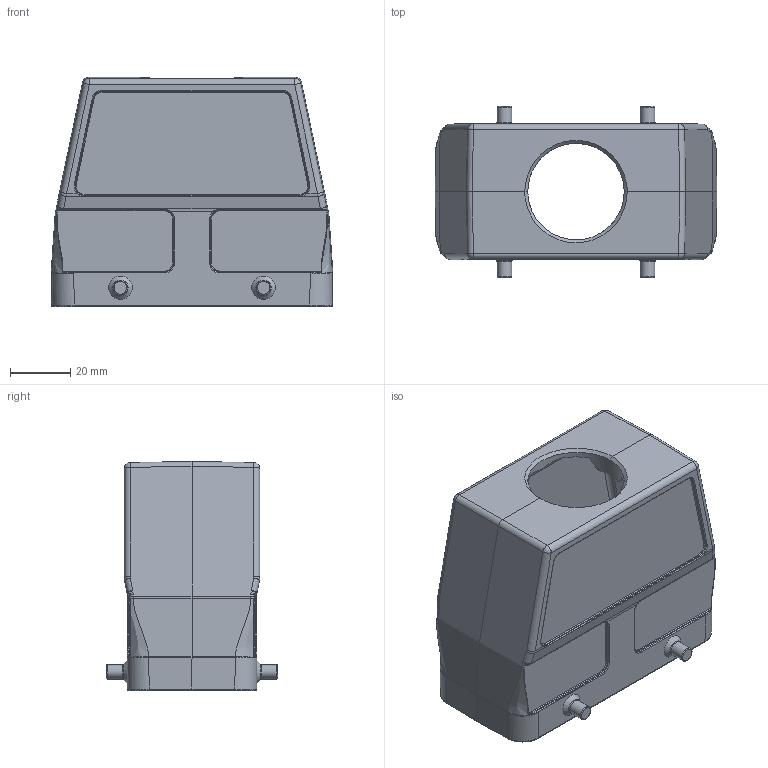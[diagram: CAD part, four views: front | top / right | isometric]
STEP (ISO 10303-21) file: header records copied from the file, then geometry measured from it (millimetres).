
FILE_DESCRIPTION(/* description */ (''),/* implementation_level */ '2;1');
FILE_NAME(/* name */ 'H16B-TEH-4B-XXX.stp',/* time_stamp */ '2022-03-24T21:21:41+08:00',/* author */ (''),/* organization */ (''),/* preprocessor_version */ 'ST-DEVELOPER v16',/* originating_system */ 'SIEMENS PLM Software NX 10.0',/* authorisation */ '');
FILE_SCHEMA (('AUTOMOTIVE_DESIGN { 1 0 10303 214 3 1 1 1 }'));
Length unit declared in the file: millimetre
Products named in the file (1): Admi1E20EE0A93mp
Bounding box: 93.5 x 57 x 76 mm (x, y, z)
Volume: 87838.2 mm3; surface area: 41361.7 mm2
Topology: 1 solids, 1 shells, 451 faces, 1085 edges, 623 vertices
Faces by surface type: bspline 164, cylinder 161, plane 91, cone 14, torus 13, sphere 8
Full cylindrical faces by diameter (mm): 4.8 x4, 32 x1
Entity records: 17889 total; most frequent: CARTESIAN_POINT 8977, ORIENTED_EDGE 2050, DIRECTION 1577, EDGE_CURVE 1025, AXIS2_PLACEMENT_3D 616, VERTEX_POINT 609, EDGE_LOOP 484, ADVANCED_FACE 450
